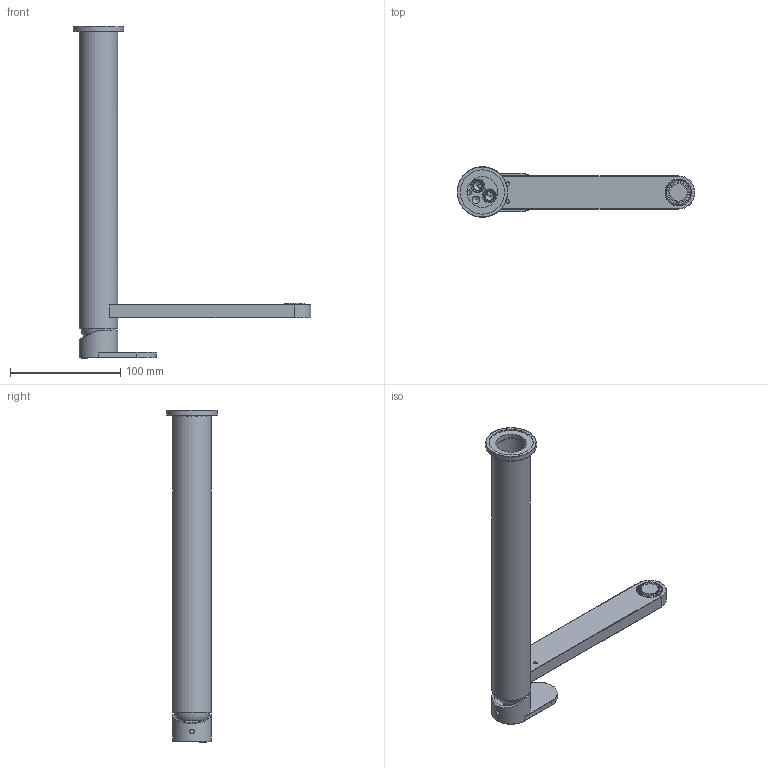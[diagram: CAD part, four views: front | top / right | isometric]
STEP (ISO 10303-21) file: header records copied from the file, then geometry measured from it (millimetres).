
FILE_DESCRIPTION(/* description */ ('Unknown'),/* implementation_level */ '2;1');
FILE_NAME(/* name */ 'FH003',/* time_stamp */ '2016-03-11T16:23:50+01:00',/* author */ ('Unknown'),/* organization */ ('Unknown'),/* preprocessor_version */ 'ST-DEVELOPER v16.7',/* originating_system */ 'DEX',/* authorisation */ $);
FILE_SCHEMA (('AUTOMOTIVE_DESIGN {1 0 10303 214 3 1 1}'));
Length unit declared in the file: millimetre
Products named in the file (12): FH003; f003f_3; f003f_4; f003f_9; f003f_10; 575108; 575133; BR003-003; BR003-003-1; BR003-003-2; BR003-003-3; BR003-003-4
Assembly tree (11 placements, depth 3):
  FH003
    f003f_3
    f003f_4
    f003f_9
    f003f_10
    575108
    575133
    BR003-003
      BR003-003-1
      BR003-003-2
      BR003-003-3
      BR003-003-4
Bounding box: 216.01 x 46 x 301.5 mm (x, y, z)
Volume: 235836.7 mm3; surface area: 90200.5 mm2
Topology: 10 solids, 10 shells, 319 faces, 738 edges, 447 vertices
Faces by surface type: cylinder 122, plane 97, torus 41, cone 37, bspline 17, sphere 5
Full cylindrical faces by diameter (mm): 3.2 x2, 3.3 x4, 4 x1, 4.1 x2, 4.2 x1, 5 x2, 6 x2, 6.8 x1, 7 x1, 8 x4, 9 x2, 11 x2, 15 x1, 15.8 x1, 16 x2, 18 x2, 18.4 x1, 19.6 x1, 21.8 x1, 22 x1, 22.5 x1, 22.7 x1, 23 x1, 24 x1, 24.2 x1, 24.5 x2, 25 x1, 27 x1, 28 x1, 28.5 x1
Entity records: 14112 total; most frequent: CARTESIAN_POINT 7446, DIRECTION 1312, ORIENTED_EDGE 1172, EDGE_CURVE 586, AXIS2_PLACEMENT_3D 562, FACE_BOUND 462, EDGE_LOOP 452, VERTEX_POINT 410
